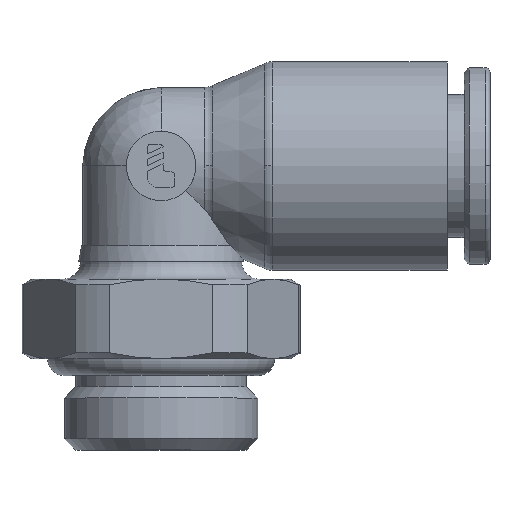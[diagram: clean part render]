
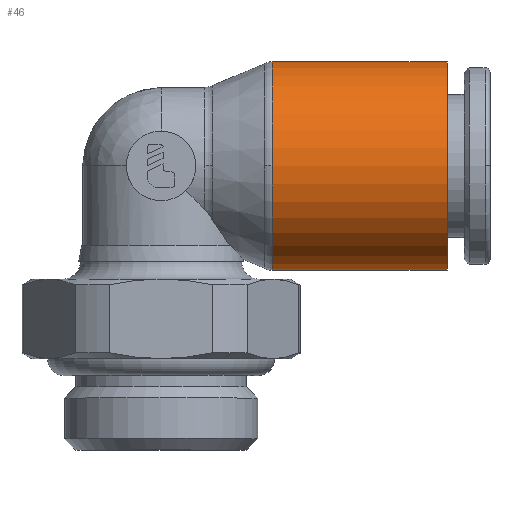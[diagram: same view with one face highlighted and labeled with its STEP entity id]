
A CAD part, top view. The second image highlights one B-rep face of the part: STEP entity #46.
In plain terms, the highlighted cylindrical face has radius 5.25 mm (diameter 10.5 mm), a partial arc.
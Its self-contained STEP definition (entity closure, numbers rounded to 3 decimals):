
#46=ADVANCED_FACE('',(#155),#156,.T.);
#155=FACE_OUTER_BOUND('',#382,.T.);
#156=CYLINDRICAL_SURFACE('',#383,5.25);
#382=EDGE_LOOP('',(#609,#610,#611,#612,#613));
#383=AXIS2_PLACEMENT_3D('',#614,#615,#616);
#609=ORIENTED_EDGE('',*,*,#1461,.F.);
#610=ORIENTED_EDGE('',*,*,#1462,.T.);
#611=ORIENTED_EDGE('',*,*,#1463,.T.);
#612=ORIENTED_EDGE('',*,*,#1464,.F.);
#613=ORIENTED_EDGE('',*,*,#1465,.F.);
#614=CARTESIAN_POINT('',(-4.4,0.0,0.0));
#615=DIRECTION('',(1.0,0.0,0.0));
#616=DIRECTION('',(0.0,1.0,0.0));
#1461=EDGE_CURVE('',#1725,#1726,#1727,.T.);
#1462=EDGE_CURVE('',#1725,#1728,#1729,.T.);
#1463=EDGE_CURVE('',#1728,#1730,#1731,.T.);
#1464=EDGE_CURVE('',#1732,#1730,#1733,.T.);
#1465=EDGE_CURVE('',#1726,#1732,#1734,.T.);
#1725=VERTEX_POINT('',#2156);
#1726=VERTEX_POINT('',#2157);
#1727=LINE('',#2158,#2159);
#1728=VERTEX_POINT('',#2160);
#1729=CIRCLE('',#2161,5.25);
#1730=VERTEX_POINT('',#2162);
#1731=CIRCLE('',#2163,5.25);
#1732=VERTEX_POINT('',#2164);
#1733=LINE('',#2165,#2166);
#1734=CIRCLE('',#2167,5.25);
#2156=CARTESIAN_POINT('',(-8.8,5.25,0.0));
#2157=CARTESIAN_POINT('',(0.,5.25,0.0));
#2158=CARTESIAN_POINT('',(-4.4,5.25,0.));
#2159=VECTOR('',#3284,1.0);
#2160=CARTESIAN_POINT('',(-8.8,0.,5.25));
#2161=AXIS2_PLACEMENT_3D('',#3285,#3286,#3287);
#2162=CARTESIAN_POINT('',(-8.8,-5.25,0.));
#2163=AXIS2_PLACEMENT_3D('',#3288,#3289,#3290);
#2164=CARTESIAN_POINT('',(0.0,-5.25,0.));
#2165=CARTESIAN_POINT('',(-4.4,-5.25,0.));
#2166=VECTOR('',#3291,1.0);
#2167=AXIS2_PLACEMENT_3D('',#3292,#3293,#3294);
#3284=DIRECTION('',(1.0,0.0,0.0));
#3285=CARTESIAN_POINT('',(-8.8,0.0,0.0));
#3286=DIRECTION('',(1.0,0.0,0.0));
#3287=DIRECTION('',(0.0,1.0,0.0));
#3288=CARTESIAN_POINT('',(-8.8,0.0,0.0));
#3289=DIRECTION('',(1.0,0.0,0.0));
#3290=DIRECTION('',(0.0,1.0,0.0));
#3291=DIRECTION('',(-1.0,-0.0,-0.0));
#3292=CARTESIAN_POINT('',(0.,0.0,0.0));
#3293=DIRECTION('',(1.0,0.0,0.0));
#3294=DIRECTION('',(0.0,1.0,0.0));
